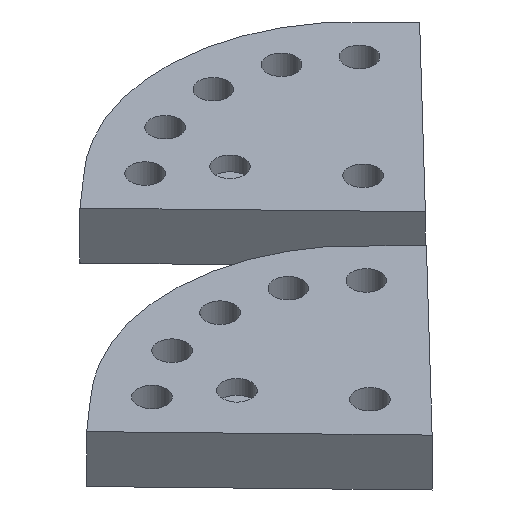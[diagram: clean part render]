
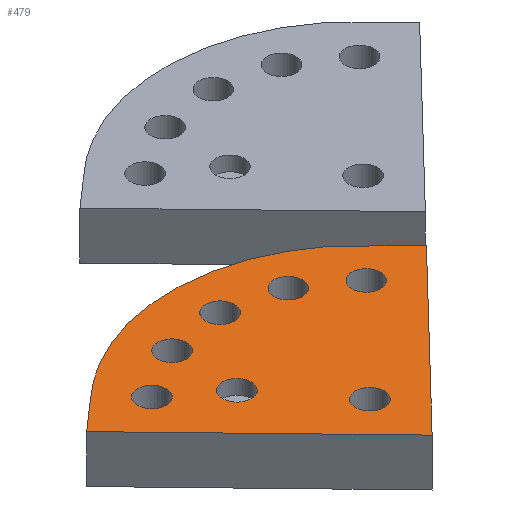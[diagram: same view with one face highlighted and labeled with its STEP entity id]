
A CAD part, isometric view. The second image highlights one B-rep face of the part: STEP entity #479.
In plain terms, the highlighted planar face has unit normal (0, 0, 1).
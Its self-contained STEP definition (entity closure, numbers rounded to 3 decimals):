
#30=FACE_BOUND('',#123,.T.);
#31=FACE_BOUND('',#124,.T.);
#32=FACE_BOUND('',#125,.T.);
#33=FACE_BOUND('',#126,.T.);
#34=FACE_BOUND('',#127,.T.);
#35=FACE_BOUND('',#128,.T.);
#36=FACE_BOUND('',#129,.T.);
#46=B_SPLINE_CURVE_WITH_KNOTS('',3,(#924,#925,#926,#927,#928,#929,#930,
#931,#932,#933,#934,#935,#936,#937,#938,#939,#940,#941,#942),
 .UNSPECIFIED.,.F.,.F.,(4,3,3,3,3,3,4),(-1.181,-1.,-0.94,
-0.642,-0.284,0.,0.19),
 .UNSPECIFIED.);
#57=PLANE('',#546);
#83=FACE_OUTER_BOUND('',#122,.T.);
#122=EDGE_LOOP('',(#422,#423,#424));
#123=EDGE_LOOP('',(#425));
#124=EDGE_LOOP('',(#426));
#125=EDGE_LOOP('',(#427));
#126=EDGE_LOOP('',(#428));
#127=EDGE_LOOP('',(#429));
#128=EDGE_LOOP('',(#430));
#129=EDGE_LOOP('',(#431));
#161=LINE('',#948,#189);
#164=LINE('',#952,#192);
#189=VECTOR('',#672,10.);
#192=VECTOR('',#677,10.);
#207=CIRCLE('',#523,2.);
#209=CIRCLE('',#527,2.);
#211=CIRCLE('',#530,2.);
#213=CIRCLE('',#533,2.);
#215=CIRCLE('',#536,2.);
#217=CIRCLE('',#539,2.);
#219=CIRCLE('',#542,2.);
#241=VERTEX_POINT('',#820);
#243=VERTEX_POINT('',#827);
#245=VERTEX_POINT('',#833);
#247=VERTEX_POINT('',#839);
#249=VERTEX_POINT('',#845);
#251=VERTEX_POINT('',#851);
#253=VERTEX_POINT('',#857);
#257=VERTEX_POINT('',#921);
#258=VERTEX_POINT('',#923);
#260=VERTEX_POINT('',#947);
#291=EDGE_CURVE('',#241,#241,#207,.T.);
#294=EDGE_CURVE('',#243,#243,#209,.T.);
#297=EDGE_CURVE('',#245,#245,#211,.T.);
#300=EDGE_CURVE('',#247,#247,#213,.T.);
#303=EDGE_CURVE('',#249,#249,#215,.T.);
#306=EDGE_CURVE('',#251,#251,#217,.T.);
#309=EDGE_CURVE('',#253,#253,#219,.T.);
#314=EDGE_CURVE('',#258,#257,#46,.T.);
#317=EDGE_CURVE('',#260,#258,#161,.T.);
#320=EDGE_CURVE('',#257,#260,#164,.T.);
#422=ORIENTED_EDGE('',*,*,#320,.T.);
#423=ORIENTED_EDGE('',*,*,#317,.T.);
#424=ORIENTED_EDGE('',*,*,#314,.T.);
#425=ORIENTED_EDGE('',*,*,#291,.T.);
#426=ORIENTED_EDGE('',*,*,#309,.T.);
#427=ORIENTED_EDGE('',*,*,#306,.T.);
#428=ORIENTED_EDGE('',*,*,#303,.T.);
#429=ORIENTED_EDGE('',*,*,#300,.T.);
#430=ORIENTED_EDGE('',*,*,#297,.T.);
#431=ORIENTED_EDGE('',*,*,#294,.T.);
#479=ADVANCED_FACE('',(#83,#30,#31,#32,#33,#34,#35,#36),#57,.T.);
#523=AXIS2_PLACEMENT_3D('',#821,#618,#619);
#527=AXIS2_PLACEMENT_3D('',#828,#627,#628);
#530=AXIS2_PLACEMENT_3D('',#834,#634,#635);
#533=AXIS2_PLACEMENT_3D('',#840,#641,#642);
#536=AXIS2_PLACEMENT_3D('',#846,#648,#649);
#539=AXIS2_PLACEMENT_3D('',#852,#655,#656);
#542=AXIS2_PLACEMENT_3D('',#858,#662,#663);
#546=AXIS2_PLACEMENT_3D('',#953,#678,#679);
#618=DIRECTION('center_axis',(0.,0.,-1.));
#619=DIRECTION('ref_axis',(-1.,0.,0.));
#627=DIRECTION('center_axis',(0.,0.,-1.));
#628=DIRECTION('ref_axis',(1.,0.,0.));
#634=DIRECTION('center_axis',(0.,0.,-1.));
#635=DIRECTION('ref_axis',(1.,0.,0.));
#641=DIRECTION('center_axis',(0.,0.,-1.));
#642=DIRECTION('ref_axis',(1.,0.,0.));
#648=DIRECTION('center_axis',(0.,0.,-1.));
#649=DIRECTION('ref_axis',(1.,0.,0.));
#655=DIRECTION('center_axis',(0.,0.,-1.));
#656=DIRECTION('ref_axis',(1.,0.,0.));
#662=DIRECTION('center_axis',(0.,0.,-1.));
#663=DIRECTION('ref_axis',(1.,0.,0.));
#672=DIRECTION('',(0.695,0.719,0.));
#677=DIRECTION('',(0.695,-0.719,0.));
#678=DIRECTION('center_axis',(0.,0.,1.));
#679=DIRECTION('ref_axis',(1.,0.,0.));
#820=CARTESIAN_POINT('',(-32.571,-17.026,6.6));
#821=CARTESIAN_POINT('Origin',(-34.571,-17.026,6.6));
#827=CARTESIAN_POINT('',(-43.263,-11.941,6.6));
#828=CARTESIAN_POINT('Origin',(-41.263,-11.941,6.6));
#833=CARTESIAN_POINT('',(-14.365,-12.804,6.6));
#834=CARTESIAN_POINT('Origin',(-12.365,-12.804,6.6));
#839=CARTESIAN_POINT('',(-20.718,-8.328,6.6));
#840=CARTESIAN_POINT('Origin',(-18.718,-8.328,6.6));
#845=CARTESIAN_POINT('',(-36.301,-7.771,6.6));
#846=CARTESIAN_POINT('Origin',(-34.301,-7.771,6.6));
#851=CARTESIAN_POINT('',(-28.397,-6.535,6.6));
#852=CARTESIAN_POINT('Origin',(-26.397,-6.535,6.6));
#857=CARTESIAN_POINT('',(-28.397,-27.335,6.6));
#858=CARTESIAN_POINT('Origin',(-26.397,-27.335,6.6));
#921=CARTESIAN_POINT('',(-49.959,-11.573,6.6));
#923=CARTESIAN_POINT('',(-3.991,-12.77,6.6));
#924=CARTESIAN_POINT('Ctrl Pts',(-3.991,-12.77,6.6));
#925=CARTESIAN_POINT('Ctrl Pts',(-5.355,-11.381,6.6));
#926=CARTESIAN_POINT('Ctrl Pts',(-6.719,-9.991,6.6));
#927=CARTESIAN_POINT('Ctrl Pts',(-8.083,-8.601,6.6));
#928=CARTESIAN_POINT('Ctrl Pts',(-8.651,-8.022,6.6));
#929=CARTESIAN_POINT('Ctrl Pts',(-9.242,-7.469,6.6));
#930=CARTESIAN_POINT('Ctrl Pts',(-9.855,-6.943,6.6));
#931=CARTESIAN_POINT('Ctrl Pts',(-12.904,-4.324,6.6));
#932=CARTESIAN_POINT('Ctrl Pts',(-16.558,-2.38,6.6));
#933=CARTESIAN_POINT('Ctrl Pts',(-20.513,-1.362,6.6));
#934=CARTESIAN_POINT('Ctrl Pts',(-25.264,-0.141,6.6));
#935=CARTESIAN_POINT('Ctrl Pts',(-30.41,-0.261,6.6));
#936=CARTESIAN_POINT('Ctrl Pts',(-35.112,-1.716,6.6));
#937=CARTESIAN_POINT('Ctrl Pts',(-38.848,-2.871,6.6));
#938=CARTESIAN_POINT('Ctrl Pts',(-42.264,-4.847,6.6));
#939=CARTESIAN_POINT('Ctrl Pts',(-45.212,-7.424,6.6));
#940=CARTESIAN_POINT('Ctrl Pts',(-46.794,-8.807,6.6));
#941=CARTESIAN_POINT('Ctrl Pts',(-48.376,-10.19,6.6));
#942=CARTESIAN_POINT('Ctrl Pts',(-49.959,-11.573,6.6));
#947=CARTESIAN_POINT('',(-26.397,-35.972,6.6));
#948=CARTESIAN_POINT('',(-3.991,-12.77,6.6));
#952=CARTESIAN_POINT('',(-49.959,-11.573,6.6));
#953=CARTESIAN_POINT('Origin',(-26.975,-18.056,6.6));
